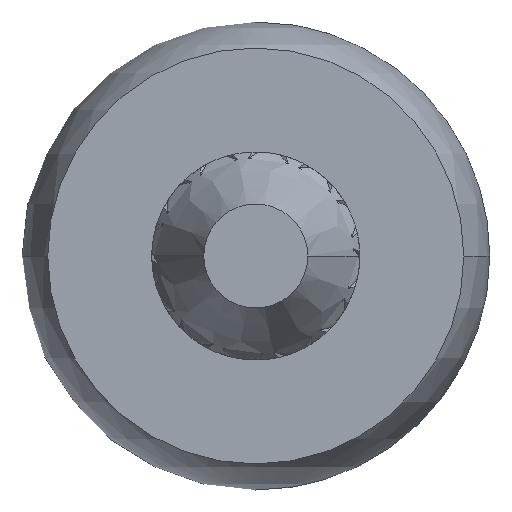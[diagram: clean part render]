
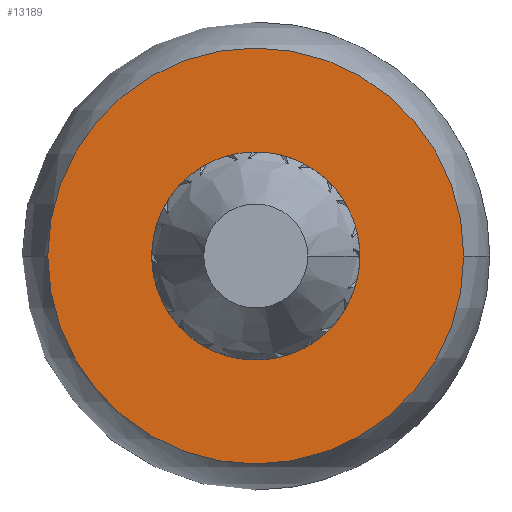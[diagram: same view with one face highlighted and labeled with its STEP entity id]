
A CAD part, left-side view. The second image highlights one B-rep face of the part: STEP entity #13189.
In plain terms, the highlighted planar face has unit normal (-1, 0, 0).
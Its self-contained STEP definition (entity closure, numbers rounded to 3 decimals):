
#739 = CARTESIAN_POINT ( 'NONE',  ( -10., 4., 0. ) ) ;
#1098 = FACE_BOUND ( 'NONE', #19127, .T. ) ;
#1181 = AXIS2_PLACEMENT_3D ( 'NONE', #6054, #15381, #15240 ) ;
#2084 = EDGE_CURVE ( 'NONE', #15485, #17410, #10595, .T. ) ;
#3448 = DIRECTION ( 'NONE',  ( 1., 0., 0. ) ) ;
#5439 = VERTEX_POINT ( 'NONE', #14486 ) ;
#6054 = CARTESIAN_POINT ( 'NONE',  ( -10., 0., 0. ) ) ;
#7443 = ORIENTED_EDGE ( 'NONE', *, *, #19210, .F. ) ;
#7446 = CIRCLE ( 'NONE', #28266, 4. ) ;
#7920 = PLANE ( 'NONE',  #29100 ) ;
#8019 = ORIENTED_EDGE ( 'NONE', *, *, #21068, .T. ) ;
#8179 = DIRECTION ( 'NONE',  ( 1., 0., 0. ) ) ;
#9253 = ORIENTED_EDGE ( 'NONE', *, *, #2084, .T. ) ;
#9335 = CARTESIAN_POINT ( 'NONE',  ( -10., -2., 0. ) ) ;
#9815 = CIRCLE ( 'NONE', #16888, 2. ) ;
#10116 = CARTESIAN_POINT ( 'NONE',  ( -10., 0., 0. ) ) ;
#10595 = CIRCLE ( 'NONE', #29034, 2. ) ;
#11600 = CARTESIAN_POINT ( 'NONE',  ( -10., 2., 0. ) ) ;
#12065 = DIRECTION ( 'NONE',  ( 0., -1., 0. ) ) ;
#12483 = DIRECTION ( 'NONE',  ( 0., 1., 0. ) ) ;
#12526 = CARTESIAN_POINT ( 'NONE',  ( -10., 0., 0. ) ) ;
#13189 = ADVANCED_FACE ( 'NONE', ( #1098, #15032 ), #7920, .T. ) ;
#13809 = ORIENTED_EDGE ( 'NONE', *, *, #27088, .F. ) ;
#14486 = CARTESIAN_POINT ( 'NONE',  ( -10., -4., 0. ) ) ;
#15032 = FACE_OUTER_BOUND ( 'NONE', #16051, .T. ) ;
#15240 = DIRECTION ( 'NONE',  ( 0., 1., 0. ) ) ;
#15381 = DIRECTION ( 'NONE',  ( 1., 0., 0. ) ) ;
#15485 = VERTEX_POINT ( 'NONE', #9335 ) ;
#16051 = EDGE_LOOP ( 'NONE', ( #13809, #7443 ) ) ;
#16660 = DIRECTION ( 'NONE',  ( -1., 0., 0. ) ) ;
#16888 = AXIS2_PLACEMENT_3D ( 'NONE', #23746, #3448, #12483 ) ;
#17410 = VERTEX_POINT ( 'NONE', #11600 ) ;
#19127 = EDGE_LOOP ( 'NONE', ( #8019, #9253 ) ) ;
#19210 = EDGE_CURVE ( 'NONE', #5439, #25089, #7446, .T. ) ;
#19290 = DIRECTION ( 'NONE',  ( 0., 1., 0. ) ) ;
#20587 = CIRCLE ( 'NONE', #1181, 4. ) ;
#21068 = EDGE_CURVE ( 'NONE', #17410, #15485, #9815, .T. ) ;
#23504 = DIRECTION ( 'NONE',  ( 1., 0., 0. ) ) ;
#23746 = CARTESIAN_POINT ( 'NONE',  ( -10., 0., 0. ) ) ;
#23931 = DIRECTION ( 'NONE',  ( 0., 1., 0. ) ) ;
#25089 = VERTEX_POINT ( 'NONE', #739 ) ;
#27088 = EDGE_CURVE ( 'NONE', #25089, #5439, #20587, .T. ) ;
#28266 = AXIS2_PLACEMENT_3D ( 'NONE', #10116, #8179, #19290 ) ;
#28511 = CARTESIAN_POINT ( 'NONE',  ( -10., 2., 0. ) ) ;
#29034 = AXIS2_PLACEMENT_3D ( 'NONE', #12526, #23504, #23931 ) ;
#29100 = AXIS2_PLACEMENT_3D ( 'NONE', #28511, #16660, #12065 ) ;
